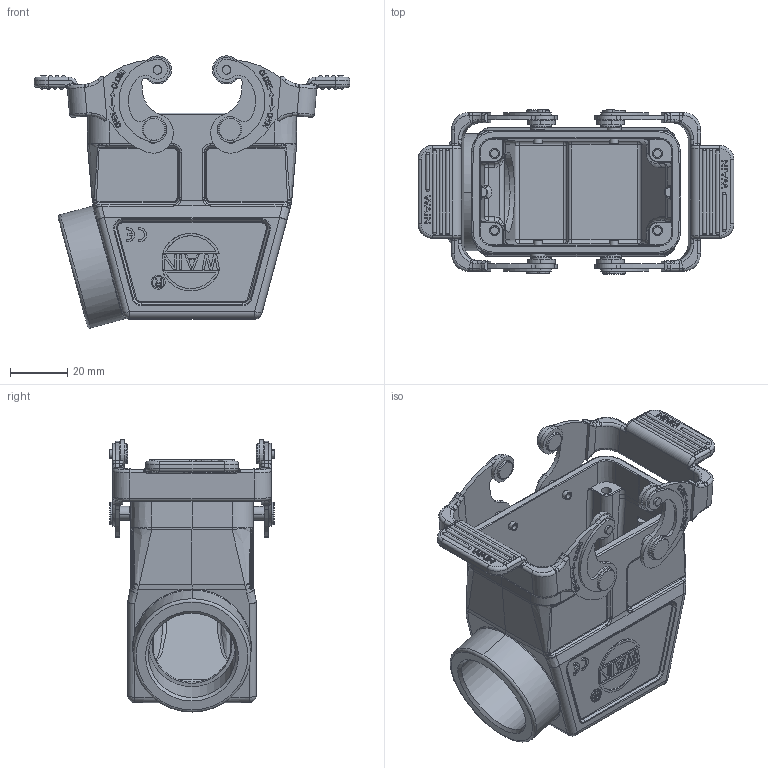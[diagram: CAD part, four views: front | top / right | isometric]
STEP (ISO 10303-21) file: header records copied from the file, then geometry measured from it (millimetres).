
FILE_DESCRIPTION(/* description */ (''),/* implementation_level */ '2;1');
FILE_NAME(/* name */ '3D_1240105415104_HV10B-SEH-2L_SC-M32 WS_V1.1.stp',/* time_stamp */ '2024-01-08T09:54:39+08:00',/* author */ (''),/* organization */ (''),/* preprocessor_version */ 'ST-DEVELOPER v18.1',/* originating_system */ 'SIEMENS PLM Software NX 1980',/* authorisation */ '');
FILE_SCHEMA (('AUTOMOTIVE_DESIGN { 1 0 10303 214 3 1 1 1 }'));
Products named in the file (1): 145930E476E9x3yr
Bounding box: 110.4 x 57.5 x 95.15 mm (x, y, z)
Volume: 82240.1 mm3; surface area: 48288.7 mm2
Topology: 1 solids, 1 shells, 1848 faces, 4787 edges, 3088 vertices
Faces by surface type: plane 841, cylinder 508, torus 171, bspline 95, cone 95, extrusion 88, sphere 50
Full cylindrical faces by diameter (mm): 28 x1, 30.5 x1
Entity records: 64708 total; most frequent: CARTESIAN_POINT 21694, ORIENTED_EDGE 9494, DIRECTION 7974, EDGE_CURVE 4747, VERTEX_POINT 3086, AXIS2_PLACEMENT_3D 2806, VECTOR 2362, LINE 2274
